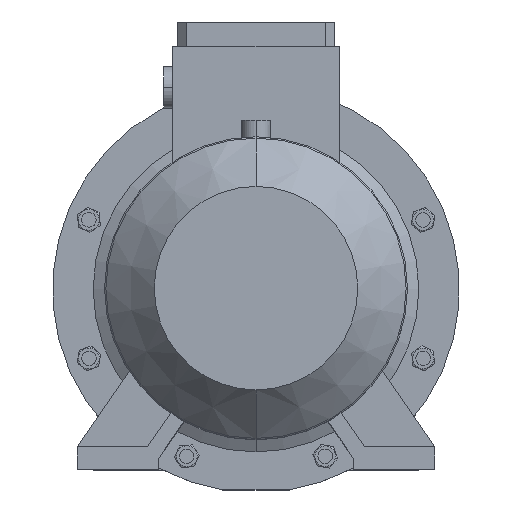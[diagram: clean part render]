
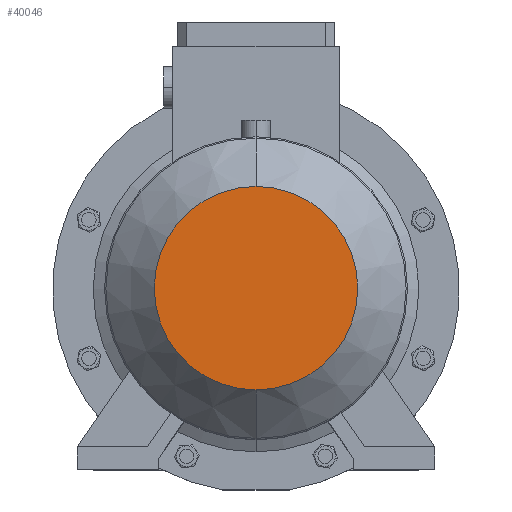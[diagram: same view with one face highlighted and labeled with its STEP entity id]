
A CAD part, top view. The second image highlights one B-rep face of the part: STEP entity #40046.
In plain terms, the highlighted planar face has unit normal (0, 0, 1).
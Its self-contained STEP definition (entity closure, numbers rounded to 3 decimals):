
#5527 = AXIS2_PLACEMENT_3D ( 'NONE', #21351, #27119, #10333 ) ;
#10333 = DIRECTION ( 'NONE',  ( 0., -1., 0. ) ) ;
#10879 = CARTESIAN_POINT ( 'NONE',  ( 0., 0., 863. ) ) ;
#11413 = CIRCLE ( 'NONE', #23769, 112.5 ) ;
#11539 = CIRCLE ( 'NONE', #46957, 112.5 ) ;
#11728 = EDGE_CURVE ( 'NONE', #42465, #32541, #11539, .T. ) ;
#16623 = DIRECTION ( 'NONE',  ( 0., 0., -1. ) ) ;
#18789 = EDGE_CURVE ( 'NONE', #32541, #42465, #11413, .T. ) ;
#21351 = CARTESIAN_POINT ( 'NONE',  ( 0., 0., 863. ) ) ;
#22706 = DIRECTION ( 'NONE',  ( 0., 0., -1. ) ) ;
#23769 = AXIS2_PLACEMENT_3D ( 'NONE', #10879, #16623, #56764 ) ;
#27119 = DIRECTION ( 'NONE',  ( 0., 0., 1. ) ) ;
#32541 = VERTEX_POINT ( 'NONE', #38263 ) ;
#37209 = EDGE_LOOP ( 'NONE', ( #51032, #66587 ) ) ;
#38263 = CARTESIAN_POINT ( 'NONE',  ( 0., -112.5, 863. ) ) ;
#40046 = ADVANCED_FACE ( 'NONE', ( #70877 ), #49460, .T. ) ;
#42465 = VERTEX_POINT ( 'NONE', #43686 ) ;
#43686 = CARTESIAN_POINT ( 'NONE',  ( 0., 112.5, 863. ) ) ;
#46304 = CARTESIAN_POINT ( 'NONE',  ( 0., 0., 863. ) ) ;
#46957 = AXIS2_PLACEMENT_3D ( 'NONE', #46304, #22706, #62851 ) ;
#49460 = PLANE ( 'NONE',  #5527 ) ;
#51032 = ORIENTED_EDGE ( 'NONE', *, *, #11728, .F. ) ;
#56764 = DIRECTION ( 'NONE',  ( 0., 1., 0. ) ) ;
#62851 = DIRECTION ( 'NONE',  ( 0., 1., 0. ) ) ;
#66587 = ORIENTED_EDGE ( 'NONE', *, *, #18789, .F. ) ;
#70877 = FACE_OUTER_BOUND ( 'NONE', #37209, .T. ) ;
